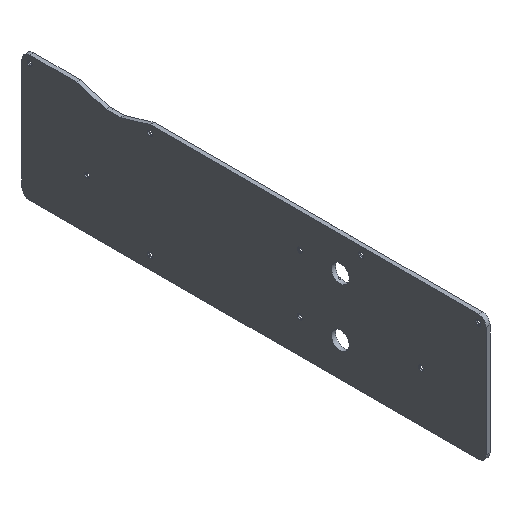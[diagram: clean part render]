
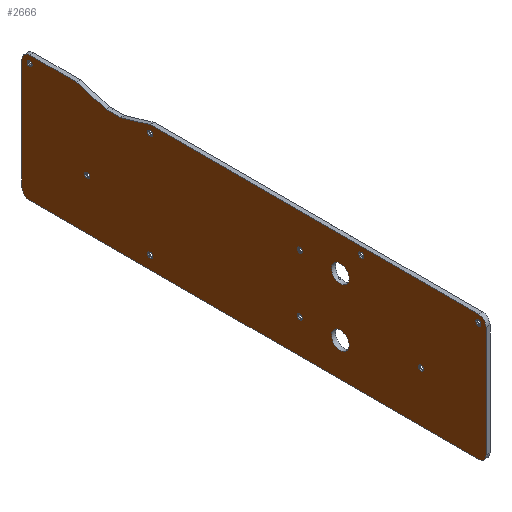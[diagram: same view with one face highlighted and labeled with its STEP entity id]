
A CAD part, isometric view. The second image highlights one B-rep face of the part: STEP entity #2666.
In plain terms, the highlighted planar face has unit normal (-1, 0, 0).
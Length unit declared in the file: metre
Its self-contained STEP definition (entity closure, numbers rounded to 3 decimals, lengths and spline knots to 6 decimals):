
#159=LINE('',#4795,#225);
#169=LINE('',#4812,#235);
#175=LINE('',#4823,#241);
#177=LINE('',#4827,#243);
#179=LINE('',#4831,#245);
#182=LINE('',#4836,#248);
#185=LINE('',#4841,#251);
#190=LINE('',#4851,#256);
#225=VECTOR('',#3639,1.);
#235=VECTOR('',#3657,1.);
#241=VECTOR('',#3669,1.);
#243=VECTOR('',#3673,1.);
#245=VECTOR('',#3677,1.);
#248=VECTOR('',#3682,1.);
#251=VECTOR('',#3687,1.);
#256=VECTOR('',#3698,1.);
#697=ORIENTED_EDGE('',*,*,#1371,.F.);
#698=ORIENTED_EDGE('',*,*,#1416,.F.);
#699=ORIENTED_EDGE('',*,*,#1406,.F.);
#700=ORIENTED_EDGE('',*,*,#1404,.F.);
#701=ORIENTED_EDGE('',*,*,#1400,.T.);
#702=ORIENTED_EDGE('',*,*,#1397,.F.);
#703=ORIENTED_EDGE('',*,*,#1394,.T.);
#704=ORIENTED_EDGE('',*,*,#1392,.T.);
#705=ORIENTED_EDGE('',*,*,#1390,.T.);
#706=ORIENTED_EDGE('',*,*,#1388,.F.);
#707=ORIENTED_EDGE('',*,*,#1383,.F.);
#708=ORIENTED_EDGE('',*,*,#1380,.F.);
#709=ORIENTED_EDGE('',*,*,#1367,.F.);
#710=ORIENTED_EDGE('',*,*,#1365,.T.);
#711=ORIENTED_EDGE('',*,*,#1363,.T.);
#712=ORIENTED_EDGE('',*,*,#1361,.T.);
#713=ORIENTED_EDGE('',*,*,#1359,.T.);
#714=ORIENTED_EDGE('',*,*,#1357,.T.);
#715=ORIENTED_EDGE('',*,*,#1355,.T.);
#716=ORIENTED_EDGE('',*,*,#1353,.T.);
#717=ORIENTED_EDGE('',*,*,#1415,.T.);
#718=ORIENTED_EDGE('',*,*,#1412,.T.);
#719=ORIENTED_EDGE('',*,*,#1369,.T.);
#1353=EDGE_CURVE('',#1735,#1735,#1918,.T.);
#1355=EDGE_CURVE('',#1737,#1737,#1920,.T.);
#1357=EDGE_CURVE('',#1739,#1739,#1922,.T.);
#1359=EDGE_CURVE('',#1741,#1741,#1924,.T.);
#1361=EDGE_CURVE('',#1743,#1743,#1926,.T.);
#1363=EDGE_CURVE('',#1745,#1745,#1928,.T.);
#1365=EDGE_CURVE('',#1747,#1747,#1930,.T.);
#1367=EDGE_CURVE('',#1749,#1749,#1932,.T.);
#1369=EDGE_CURVE('',#1751,#1751,#1934,.T.);
#1371=EDGE_CURVE('',#1753,#1754,#159,.T.);
#1380=EDGE_CURVE('',#1754,#1755,#1936,.T.);
#1383=EDGE_CURVE('',#1755,#1756,#169,.T.);
#1388=EDGE_CURVE('',#1756,#1757,#1938,.T.);
#1390=EDGE_CURVE('',#1758,#1757,#175,.T.);
#1392=EDGE_CURVE('',#1759,#1758,#177,.T.);
#1394=EDGE_CURVE('',#1760,#1759,#179,.T.);
#1397=EDGE_CURVE('',#1760,#1761,#182,.T.);
#1400=EDGE_CURVE('',#1762,#1761,#185,.T.);
#1404=EDGE_CURVE('',#1762,#1763,#1939,.T.);
#1406=EDGE_CURVE('',#1763,#1764,#190,.T.);
#1412=EDGE_CURVE('',#1765,#1765,#1944,.T.);
#1415=EDGE_CURVE('',#1766,#1766,#1947,.T.);
#1416=EDGE_CURVE('',#1764,#1753,#1948,.T.);
#1735=VERTEX_POINT('',#4751);
#1737=VERTEX_POINT('',#4756);
#1739=VERTEX_POINT('',#4761);
#1741=VERTEX_POINT('',#4766);
#1743=VERTEX_POINT('',#4771);
#1745=VERTEX_POINT('',#4776);
#1747=VERTEX_POINT('',#4781);
#1749=VERTEX_POINT('',#4786);
#1751=VERTEX_POINT('',#4791);
#1753=VERTEX_POINT('',#4796);
#1754=VERTEX_POINT('',#4797);
#1755=VERTEX_POINT('',#4808);
#1756=VERTEX_POINT('',#4813);
#1757=VERTEX_POINT('',#4820);
#1758=VERTEX_POINT('',#4824);
#1759=VERTEX_POINT('',#4828);
#1760=VERTEX_POINT('',#4832);
#1761=VERTEX_POINT('',#4837);
#1762=VERTEX_POINT('',#4842);
#1763=VERTEX_POINT('',#4848);
#1764=VERTEX_POINT('',#4852);
#1765=VERTEX_POINT('',#4860);
#1766=VERTEX_POINT('',#4865);
#1918=CIRCLE('',#3251,0.002);
#1920=CIRCLE('',#3254,0.002);
#1922=CIRCLE('',#3257,0.002);
#1924=CIRCLE('',#3260,0.002);
#1926=CIRCLE('',#3263,0.002);
#1928=CIRCLE('',#3266,0.002);
#1930=CIRCLE('',#3269,0.002);
#1932=CIRCLE('',#3272,0.002);
#1934=CIRCLE('',#3275,0.002);
#1936=CIRCLE('',#3279,0.006);
#1938=CIRCLE('',#3283,0.006);
#1939=CIRCLE('',#3290,0.006);
#1944=CIRCLE('',#3297,0.007);
#1947=CIRCLE('',#3301,0.007);
#1948=CIRCLE('',#3303,0.006);
#2053=EDGE_LOOP('',(#697,#698,#699,#700,#701,#702,#703,#704,#705,#706,#707,
#708));
#2054=EDGE_LOOP('',(#709));
#2055=EDGE_LOOP('',(#710));
#2056=EDGE_LOOP('',(#711));
#2057=EDGE_LOOP('',(#712));
#2058=EDGE_LOOP('',(#713));
#2059=EDGE_LOOP('',(#714));
#2060=EDGE_LOOP('',(#715));
#2061=EDGE_LOOP('',(#716));
#2062=EDGE_LOOP('',(#717));
#2063=EDGE_LOOP('',(#718));
#2064=EDGE_LOOP('',(#719));
#2314=FACE_BOUND('',#2053,.T.);
#2315=FACE_BOUND('',#2054,.T.);
#2316=FACE_BOUND('',#2055,.T.);
#2317=FACE_BOUND('',#2056,.T.);
#2318=FACE_BOUND('',#2057,.T.);
#2319=FACE_BOUND('',#2058,.T.);
#2320=FACE_BOUND('',#2059,.T.);
#2321=FACE_BOUND('',#2060,.T.);
#2322=FACE_BOUND('',#2061,.T.);
#2323=FACE_BOUND('',#2062,.T.);
#2324=FACE_BOUND('',#2063,.T.);
#2325=FACE_BOUND('',#2064,.T.);
#2529=PLANE('',#3304);
#2666=ADVANCED_FACE('',(#2314,#2315,#2316,#2317,#2318,#2319,#2320,#2321,
#2322,#2323,#2324,#2325),#2529,.F.);
#3251=AXIS2_PLACEMENT_3D('',#4750,#3585,#3586);
#3254=AXIS2_PLACEMENT_3D('',#4755,#3591,#3592);
#3257=AXIS2_PLACEMENT_3D('',#4760,#3597,#3598);
#3260=AXIS2_PLACEMENT_3D('',#4765,#3603,#3604);
#3263=AXIS2_PLACEMENT_3D('',#4770,#3609,#3610);
#3266=AXIS2_PLACEMENT_3D('',#4775,#3615,#3616);
#3269=AXIS2_PLACEMENT_3D('',#4780,#3621,#3622);
#3272=AXIS2_PLACEMENT_3D('',#4785,#3627,#3628);
#3275=AXIS2_PLACEMENT_3D('',#4790,#3633,#3634);
#3279=AXIS2_PLACEMENT_3D('',#4807,#3650,#3651);
#3283=AXIS2_PLACEMENT_3D('',#4819,#3664,#3665);
#3290=AXIS2_PLACEMENT_3D('',#4847,#3693,#3694);
#3297=AXIS2_PLACEMENT_3D('',#4859,#3710,#3711);
#3301=AXIS2_PLACEMENT_3D('',#4864,#3718,#3719);
#3303=AXIS2_PLACEMENT_3D('',#4867,#3722,#3723);
#3304=AXIS2_PLACEMENT_3D('',#4868,#3724,#3725);
#3585=DIRECTION('',(1.,0.,0.));
#3586=DIRECTION('',(0.,0.,-1.));
#3591=DIRECTION('',(1.,0.,0.));
#3592=DIRECTION('',(0.,0.,-1.));
#3597=DIRECTION('',(1.,0.,0.));
#3598=DIRECTION('',(0.,0.,-1.));
#3603=DIRECTION('',(1.,0.,0.));
#3604=DIRECTION('',(0.,0.,-1.));
#3609=DIRECTION('',(1.,0.,0.));
#3610=DIRECTION('',(0.,0.,-1.));
#3615=DIRECTION('',(1.,0.,0.));
#3616=DIRECTION('',(0.,0.,-1.));
#3621=DIRECTION('',(1.,0.,0.));
#3622=DIRECTION('',(0.,0.,-1.));
#3627=DIRECTION('',(-1.,0.,0.));
#3628=DIRECTION('',(0.,0.,-1.));
#3633=DIRECTION('',(1.,0.,0.));
#3634=DIRECTION('',(0.,0.,-1.));
#3639=DIRECTION('',(0.,1.,0.));
#3650=DIRECTION('',(1.,0.,0.));
#3651=DIRECTION('',(0.,0.,-1.));
#3657=DIRECTION('',(0.,0.,1.));
#3664=DIRECTION('',(1.,0.,0.));
#3665=DIRECTION('',(0.,0.,-1.));
#3669=DIRECTION('',(0.,1.,0.));
#3673=DIRECTION('',(0.,0.959,0.284));
#3677=DIRECTION('',(0.,1.,0.));
#3682=DIRECTION('',(0.,-0.959,0.284));
#3687=DIRECTION('',(0.,1.,0.));
#3693=DIRECTION('',(1.,0.,0.));
#3694=DIRECTION('',(0.,0.,-1.));
#3698=DIRECTION('',(0.,0.,-1.));
#3710=DIRECTION('',(1.,0.,0.));
#3711=DIRECTION('',(0.,0.,-1.));
#3718=DIRECTION('',(1.,0.,0.));
#3719=DIRECTION('',(0.,0.,-1.));
#3722=DIRECTION('',(1.,0.,0.));
#3723=DIRECTION('',(0.,0.,-1.));
#3724=DIRECTION('',(1.,0.,0.));
#3725=DIRECTION('',(0.,1.,0.));
#4750=CARTESIAN_POINT('',(0.,-0.0715,0.110921));
#4751=CARTESIAN_POINT('',(0.,-0.0715,0.108921));
#4755=CARTESIAN_POINT('',(0.,-0.0715,0.156921));
#4756=CARTESIAN_POINT('',(0.,-0.0715,0.154921));
#4760=CARTESIAN_POINT('',(0.,0.0475,0.093921));
#4761=CARTESIAN_POINT('',(0.,0.0475,0.091921));
#4765=CARTESIAN_POINT('',(0.,0.0475,0.177921));
#4766=CARTESIAN_POINT('',(0.,0.0475,0.175921));
#4770=CARTESIAN_POINT('',(0.,-0.1205,0.177921));
#4771=CARTESIAN_POINT('',(0.,-0.1205,0.175921));
#4775=CARTESIAN_POINT('',(0.,0.1435,0.177921));
#4776=CARTESIAN_POINT('',(0.,0.1435,0.175921));
#4780=CARTESIAN_POINT('',(0.,-0.2138,0.177921));
#4781=CARTESIAN_POINT('',(0.,-0.2138,0.175921));
#4785=CARTESIAN_POINT('',(0.,0.0977,0.123921));
#4786=CARTESIAN_POINT('',(0.,0.0977,0.121921));
#4790=CARTESIAN_POINT('',(0.,-0.168,0.123921));
#4791=CARTESIAN_POINT('',(0.,-0.168,0.121921));
#4795=CARTESIAN_POINT('',(0.,-0.2088,0.083921));
#4796=CARTESIAN_POINT('',(0.,-0.2138,0.083921));
#4797=CARTESIAN_POINT('',(0.,0.1435,0.083921));
#4807=CARTESIAN_POINT('',(0.,0.1435,0.089921));
#4808=CARTESIAN_POINT('',(0.,0.1495,0.089921));
#4812=CARTESIAN_POINT('',(0.,0.1495,0.094921));
#4813=CARTESIAN_POINT('',(0.,0.1495,0.177921));
#4819=CARTESIAN_POINT('',(0.,0.1435,0.177921));
#4820=CARTESIAN_POINT('',(0.,0.1435,0.183921));
#4823=CARTESIAN_POINT('',(0.,0.124825,0.183921));
#4824=CARTESIAN_POINT('',(0.,0.10615,0.183921));
#4827=CARTESIAN_POINT('',(0.,0.094328,0.180421));
#4828=CARTESIAN_POINT('',(0.,0.082506,0.176921));
#4831=CARTESIAN_POINT('',(0.,0.076825,0.176921));
#4832=CARTESIAN_POINT('',(0.,0.071144,0.176921));
#4836=CARTESIAN_POINT('',(0.,0.070599,0.177082));
#4837=CARTESIAN_POINT('',(0.,0.0475,0.183921));
#4841=CARTESIAN_POINT('',(0.,-0.08315,0.183921));
#4842=CARTESIAN_POINT('',(0.,-0.2138,0.183921));
#4847=CARTESIAN_POINT('',(0.,-0.2138,0.177921));
#4848=CARTESIAN_POINT('',(0.,-0.2198,0.177921));
#4851=CARTESIAN_POINT('',(0.,-0.2198,0.094921));
#4852=CARTESIAN_POINT('',(0.,-0.2198,0.089921));
#4859=CARTESIAN_POINT('',(0.,-0.103825,0.156921));
#4860=CARTESIAN_POINT('',(0.,-0.103825,0.149921));
#4864=CARTESIAN_POINT('',(0.,-0.103825,0.110921));
#4865=CARTESIAN_POINT('',(0.,-0.103825,0.103921));
#4867=CARTESIAN_POINT('',(0.,-0.2138,0.089921));
#4868=CARTESIAN_POINT('',(0.,-0.029225,0.207562));
